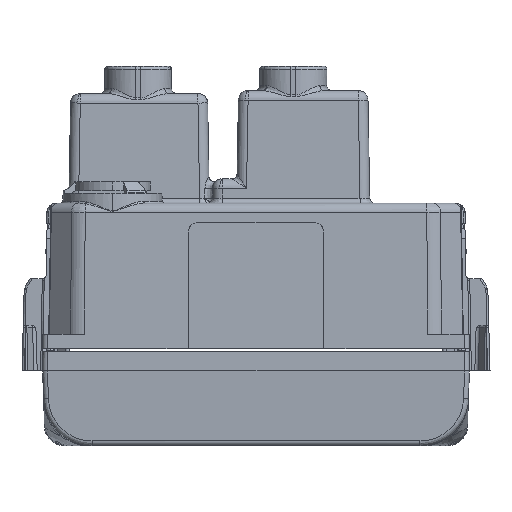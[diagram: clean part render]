
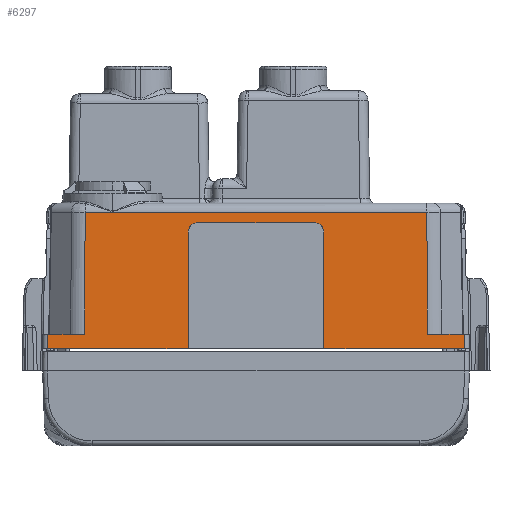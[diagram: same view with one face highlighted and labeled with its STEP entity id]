
A CAD part, left-side view. The second image highlights one B-rep face of the part: STEP entity #6297.
In plain terms, the highlighted planar face has unit normal (-1, 0, 0.018).
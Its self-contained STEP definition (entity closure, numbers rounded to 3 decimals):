
#6150=AXIS2_PLACEMENT_3D('Plane Axis2P3D',#6147,#6148,#6149) ;
#1375=CARTESIAN_POINT('Vertex',(-21.855,17.607,14.017)) ;
#1380=CARTESIAN_POINT('Line Origine',(-21.855,-0.036,14.017)) ;
#1384=CARTESIAN_POINT('Vertex',(-21.855,-17.607,14.017)) ;
#6147=CARTESIAN_POINT('Axis2P3D Location',(-22.1,-11.,0.)) ;
#6152=CARTESIAN_POINT('Line Origine',(-21.873,0.,13.)) ;
#6156=CARTESIAN_POINT('Vertex',(-21.873,-6.,13.)) ;
#6158=CARTESIAN_POINT('Vertex',(-21.873,6.,13.)) ;
#6162=CARTESIAN_POINT('Control Point',(-21.873,-6.,13.)) ;
#6163=CARTESIAN_POINT('Control Point',(-21.873,-6.098,13.)) ;
#6164=CARTESIAN_POINT('Control Point',(-21.873,-6.195,12.988)) ;
#6165=CARTESIAN_POINT('Control Point',(-21.874,-6.291,12.964)) ;
#6166=CARTESIAN_POINT('Control Point',(-21.875,-6.475,12.893)) ;
#6167=CARTESIAN_POINT('Control Point',(-21.877,-6.636,12.781)) ;
#6168=CARTESIAN_POINT('Control Point',(-21.878,-6.71,12.715)) ;
#6169=CARTESIAN_POINT('Control Point',(-21.881,-6.839,12.566)) ;
#6170=CARTESIAN_POINT('Control Point',(-21.884,-6.928,12.39)) ;
#6171=CARTESIAN_POINT('Control Point',(-21.885,-6.962,12.297)) ;
#6172=CARTESIAN_POINT('Control Point',(-21.887,-6.989,12.18)) ;
#6173=CARTESIAN_POINT('Control Point',(-21.889,-6.998,12.062)) ;
#6174=CARTESIAN_POINT('Control Point',(-21.89,-6.999,12.041)) ;
#6175=CARTESIAN_POINT('Control Point',(-21.89,-7.,12.021)) ;
#6176=CARTESIAN_POINT('Control Point',(-21.891,-7.,12.)) ;
#6177=CARTESIAN_POINT('Vertex',(-21.891,-7.,12.)) ;
#6180=CARTESIAN_POINT('Line Origine',(-21.995,-7.,6.)) ;
#6184=CARTESIAN_POINT('Vertex',(-22.1,-7.,0.)) ;
#6187=CARTESIAN_POINT('Line Origine',(-22.1,-14.25,0.)) ;
#6191=CARTESIAN_POINT('Vertex',(-22.1,-21.5,0.)) ;
#6194=CARTESIAN_POINT('Line Origine',(-22.087,-21.487,0.75)) ;
#6198=CARTESIAN_POINT('Vertex',(-22.074,-21.474,1.5)) ;
#6201=CARTESIAN_POINT('Line Origine',(-22.074,-20.,1.5)) ;
#6205=CARTESIAN_POINT('Vertex',(-22.074,-18.526,1.5)) ;
#6208=CARTESIAN_POINT('Line Origine',(-22.074,-18.112,1.5)) ;
#6212=CARTESIAN_POINT('Vertex',(-22.074,-17.698,1.5)) ;
#6215=CARTESIAN_POINT('Line Origine',(-21.965,-17.653,7.759)) ;
#6220=CARTESIAN_POINT('Line Origine',(-21.965,17.653,7.759)) ;
#6224=CARTESIAN_POINT('Vertex',(-22.074,17.698,1.5)) ;
#6227=CARTESIAN_POINT('Line Origine',(-22.074,18.112,1.5)) ;
#6231=CARTESIAN_POINT('Vertex',(-22.074,18.526,1.5)) ;
#6234=CARTESIAN_POINT('Line Origine',(-22.074,20.,1.5)) ;
#6238=CARTESIAN_POINT('Vertex',(-22.074,21.474,1.5)) ;
#6241=CARTESIAN_POINT('Line Origine',(-22.087,21.487,0.75)) ;
#6245=CARTESIAN_POINT('Vertex',(-22.1,21.5,0.)) ;
#6248=CARTESIAN_POINT('Line Origine',(-22.1,14.25,0.)) ;
#6252=CARTESIAN_POINT('Vertex',(-22.1,7.,0.)) ;
#6255=CARTESIAN_POINT('Line Origine',(-21.995,7.,6.)) ;
#6259=CARTESIAN_POINT('Vertex',(-21.891,7.,12.)) ;
#6263=CARTESIAN_POINT('Control Point',(-21.873,6.,13.)) ;
#6264=CARTESIAN_POINT('Control Point',(-21.873,6.098,13.)) ;
#6265=CARTESIAN_POINT('Control Point',(-21.873,6.195,12.988)) ;
#6266=CARTESIAN_POINT('Control Point',(-21.874,6.291,12.964)) ;
#6267=CARTESIAN_POINT('Control Point',(-21.875,6.475,12.893)) ;
#6268=CARTESIAN_POINT('Control Point',(-21.877,6.636,12.781)) ;
#6269=CARTESIAN_POINT('Control Point',(-21.878,6.71,12.715)) ;
#6270=CARTESIAN_POINT('Control Point',(-21.881,6.839,12.566)) ;
#6271=CARTESIAN_POINT('Control Point',(-21.884,6.928,12.39)) ;
#6272=CARTESIAN_POINT('Control Point',(-21.885,6.962,12.297)) ;
#6273=CARTESIAN_POINT('Control Point',(-21.887,6.989,12.18)) ;
#6274=CARTESIAN_POINT('Control Point',(-21.889,6.998,12.062)) ;
#6275=CARTESIAN_POINT('Control Point',(-21.89,6.999,12.041)) ;
#6276=CARTESIAN_POINT('Control Point',(-21.89,7.,12.021)) ;
#6277=CARTESIAN_POINT('Control Point',(-21.891,7.,12.)) ;
#1381=DIRECTION('Vector Direction',(0.,1.,0.)) ;
#6148=DIRECTION('Axis2P3D Direction',(1.,0.,-0.017)) ;
#6149=DIRECTION('Axis2P3D XDirection',(0.,-1.,0.)) ;
#6153=DIRECTION('Vector Direction',(0.,-1.,0.)) ;
#6181=DIRECTION('Vector Direction',(-0.017,0.,-1.)) ;
#6188=DIRECTION('Vector Direction',(0.,-1.,0.)) ;
#6195=DIRECTION('Vector Direction',(-0.017,-0.017,-1.)) ;
#6202=DIRECTION('Vector Direction',(0.,-1.,0.)) ;
#6209=DIRECTION('Vector Direction',(0.,-1.,0.)) ;
#6216=DIRECTION('Vector Direction',(-0.017,-0.007,-1.)) ;
#6221=DIRECTION('Vector Direction',(-0.017,0.007,-1.)) ;
#6228=DIRECTION('Vector Direction',(0.,-1.,0.)) ;
#6235=DIRECTION('Vector Direction',(0.,-1.,0.)) ;
#6242=DIRECTION('Vector Direction',(-0.017,0.017,-1.)) ;
#6249=DIRECTION('Vector Direction',(0.,-1.,0.)) ;
#6256=DIRECTION('Vector Direction',(-0.017,0.,-1.)) ;
#1382=VECTOR('Line Direction',#1381,1.) ;
#6154=VECTOR('Line Direction',#6153,1.) ;
#6182=VECTOR('Line Direction',#6181,1.) ;
#6189=VECTOR('Line Direction',#6188,1.) ;
#6196=VECTOR('Line Direction',#6195,1.) ;
#6203=VECTOR('Line Direction',#6202,1.) ;
#6210=VECTOR('Line Direction',#6209,1.) ;
#6217=VECTOR('Line Direction',#6216,1.) ;
#6222=VECTOR('Line Direction',#6221,1.) ;
#6229=VECTOR('Line Direction',#6228,1.) ;
#6236=VECTOR('Line Direction',#6235,1.) ;
#6243=VECTOR('Line Direction',#6242,1.) ;
#6250=VECTOR('Line Direction',#6249,1.) ;
#6257=VECTOR('Line Direction',#6256,1.) ;
#6280=ORIENTED_EDGE('',*,*,#6160,.F.) ;
#6281=ORIENTED_EDGE('',*,*,#6179,.T.) ;
#6282=ORIENTED_EDGE('',*,*,#6186,.T.) ;
#6283=ORIENTED_EDGE('',*,*,#6193,.F.) ;
#6284=ORIENTED_EDGE('',*,*,#6200,.T.) ;
#6285=ORIENTED_EDGE('',*,*,#6207,.F.) ;
#6286=ORIENTED_EDGE('',*,*,#6214,.F.) ;
#6287=ORIENTED_EDGE('',*,*,#6219,.T.) ;
#6288=ORIENTED_EDGE('',*,*,#1386,.T.) ;
#6289=ORIENTED_EDGE('',*,*,#6226,.T.) ;
#6290=ORIENTED_EDGE('',*,*,#6233,.F.) ;
#6291=ORIENTED_EDGE('',*,*,#6240,.F.) ;
#6292=ORIENTED_EDGE('',*,*,#6247,.T.) ;
#6293=ORIENTED_EDGE('',*,*,#6254,.F.) ;
#6294=ORIENTED_EDGE('',*,*,#6261,.F.) ;
#6295=ORIENTED_EDGE('',*,*,#6278,.T.) ;
#6297=ADVANCED_FACE('PartBody',(#6296),#6151,.F.) ;
#6161=B_SPLINE_CURVE_WITH_KNOTS('',5,(#6162,#6163,#6164,#6165,#6166,#6167,#6168,#6169,#6170,#6171,#6172,#6173,#6174,#6175,#6176),.UNSPECIFIED.,.F.,.U.,(6,3,3,3,6),(0.,0.716,1.434,2.152,2.303),.UNSPECIFIED.) ;
#6262=B_SPLINE_CURVE_WITH_KNOTS('',5,(#6263,#6264,#6265,#6266,#6267,#6268,#6269,#6270,#6271,#6272,#6273,#6274,#6275,#6276,#6277),.UNSPECIFIED.,.F.,.U.,(6,3,3,3,6),(0.,0.716,1.434,2.152,2.303),.UNSPECIFIED.) ;
#1386=EDGE_CURVE('',#1385,#1376,#1383,.T.) ;
#6160=EDGE_CURVE('',#6157,#6159,#6155,.F.) ;
#6179=EDGE_CURVE('',#6157,#6178,#6161,.T.) ;
#6186=EDGE_CURVE('',#6178,#6185,#6183,.T.) ;
#6193=EDGE_CURVE('',#6192,#6185,#6190,.F.) ;
#6200=EDGE_CURVE('',#6192,#6199,#6197,.F.) ;
#6207=EDGE_CURVE('',#6206,#6199,#6204,.T.) ;
#6214=EDGE_CURVE('',#6213,#6206,#6211,.T.) ;
#6219=EDGE_CURVE('',#6213,#1385,#6218,.F.) ;
#6226=EDGE_CURVE('',#1376,#6225,#6223,.T.) ;
#6233=EDGE_CURVE('',#6232,#6225,#6230,.T.) ;
#6240=EDGE_CURVE('',#6239,#6232,#6237,.T.) ;
#6247=EDGE_CURVE('',#6239,#6246,#6244,.T.) ;
#6254=EDGE_CURVE('',#6253,#6246,#6251,.F.) ;
#6261=EDGE_CURVE('',#6260,#6253,#6258,.T.) ;
#6278=EDGE_CURVE('',#6260,#6159,#6262,.F.) ;
#6279=EDGE_LOOP('',(#6280,#6281,#6282,#6283,#6284,#6285,#6286,#6287,#6288,#6289,#6290,#6291,#6292,#6293,#6294,#6295)) ;
#6296=FACE_OUTER_BOUND('',#6279,.T.) ;
#1383=LINE('Line',#1380,#1382) ;
#6155=LINE('Line',#6152,#6154) ;
#6183=LINE('Line',#6180,#6182) ;
#6190=LINE('Line',#6187,#6189) ;
#6197=LINE('Line',#6194,#6196) ;
#6204=LINE('Line',#6201,#6203) ;
#6211=LINE('Line',#6208,#6210) ;
#6218=LINE('Line',#6215,#6217) ;
#6223=LINE('Line',#6220,#6222) ;
#6230=LINE('Line',#6227,#6229) ;
#6237=LINE('Line',#6234,#6236) ;
#6244=LINE('Line',#6241,#6243) ;
#6251=LINE('Line',#6248,#6250) ;
#6258=LINE('Line',#6255,#6257) ;
#6151=PLANE('',#6150) ;
#1376=VERTEX_POINT('',#1375) ;
#1385=VERTEX_POINT('',#1384) ;
#6157=VERTEX_POINT('',#6156) ;
#6159=VERTEX_POINT('',#6158) ;
#6178=VERTEX_POINT('',#6177) ;
#6185=VERTEX_POINT('',#6184) ;
#6192=VERTEX_POINT('',#6191) ;
#6199=VERTEX_POINT('',#6198) ;
#6206=VERTEX_POINT('',#6205) ;
#6213=VERTEX_POINT('',#6212) ;
#6225=VERTEX_POINT('',#6224) ;
#6232=VERTEX_POINT('',#6231) ;
#6239=VERTEX_POINT('',#6238) ;
#6246=VERTEX_POINT('',#6245) ;
#6253=VERTEX_POINT('',#6252) ;
#6260=VERTEX_POINT('',#6259) ;
